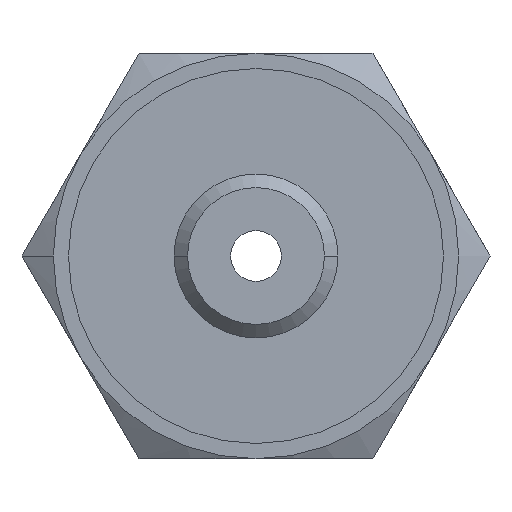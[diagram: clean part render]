
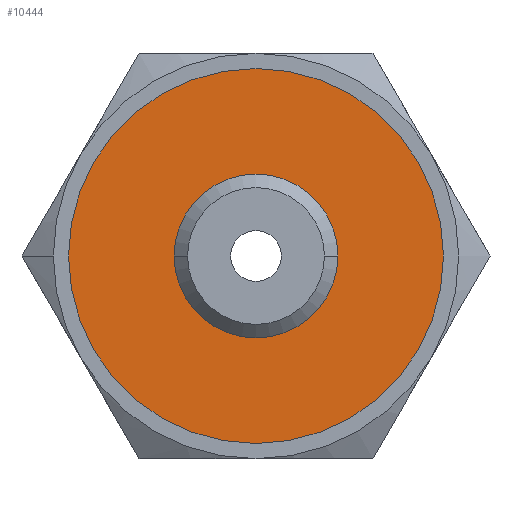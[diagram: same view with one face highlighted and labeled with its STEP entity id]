
A CAD part, front view. The second image highlights one B-rep face of the part: STEP entity #10444.
In plain terms, the highlighted planar face has unit normal (0, -1, 0).
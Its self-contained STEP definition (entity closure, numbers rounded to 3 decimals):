
#83 = CARTESIAN_POINT ( 'NONE',  ( -4.85, 0., 0. ) ) ;
#441 = DIRECTION ( 'NONE',  ( 0., 1., 0. ) ) ;
#543 = CIRCLE ( 'NONE', #3538, 4.85 ) ;
#1170 = AXIS2_PLACEMENT_3D ( 'NONE', #12479, #14346, #19714 ) ;
#1460 = DIRECTION ( 'NONE',  ( -1., 0., 0. ) ) ;
#1566 = PLANE ( 'NONE',  #10328 ) ;
#2332 = EDGE_CURVE ( 'NONE', #15484, #2592, #7942, .T. ) ;
#2592 = VERTEX_POINT ( 'NONE', #4941 ) ;
#2753 = AXIS2_PLACEMENT_3D ( 'NONE', #4609, #21772, #8648 ) ;
#2864 = CARTESIAN_POINT ( 'NONE',  ( 4.85, 0., 0. ) ) ;
#3234 = DIRECTION ( 'NONE',  ( 0., 1., 0. ) ) ;
#3258 = CARTESIAN_POINT ( 'NONE',  ( 0., 0., 0. ) ) ;
#3451 = FACE_OUTER_BOUND ( 'NONE', #10871, .T. ) ;
#3538 = AXIS2_PLACEMENT_3D ( 'NONE', #6069, #441, #21959 ) ;
#4609 = CARTESIAN_POINT ( 'NONE',  ( 0., 0., 0. ) ) ;
#4941 = CARTESIAN_POINT ( 'NONE',  ( 11.1, 0., 0. ) ) ;
#5541 = CIRCLE ( 'NONE', #20698, 11.1 ) ;
#6069 = CARTESIAN_POINT ( 'NONE',  ( 0., 0., 0. ) ) ;
#6870 = DIRECTION ( 'NONE',  ( 0., 1., 0. ) ) ;
#7799 = VERTEX_POINT ( 'NONE', #83 ) ;
#7816 = ORIENTED_EDGE ( 'NONE', *, *, #2332, .F. ) ;
#7942 = CIRCLE ( 'NONE', #1170, 11.1 ) ;
#8648 = DIRECTION ( 'NONE',  ( -1., 0., 0. ) ) ;
#10328 = AXIS2_PLACEMENT_3D ( 'NONE', #16118, #3234, #1460 ) ;
#10444 = ADVANCED_FACE ( 'NONE', ( #15656, #3451 ), #1566, .F. ) ;
#10871 = EDGE_LOOP ( 'NONE', ( #18101, #7816 ) ) ;
#10891 = ORIENTED_EDGE ( 'NONE', *, *, #13935, .T. ) ;
#11986 = EDGE_CURVE ( 'NONE', #2592, #15484, #5541, .T. ) ;
#12479 = CARTESIAN_POINT ( 'NONE',  ( 0., 0., 0. ) ) ;
#13867 = VERTEX_POINT ( 'NONE', #2864 ) ;
#13935 = EDGE_CURVE ( 'NONE', #13867, #7799, #14448, .T. ) ;
#14346 = DIRECTION ( 'NONE',  ( 0., 1., 0. ) ) ;
#14448 = CIRCLE ( 'NONE', #2753, 4.85 ) ;
#15484 = VERTEX_POINT ( 'NONE', #22999 ) ;
#15656 = FACE_BOUND ( 'NONE', #20468, .T. ) ;
#16118 = CARTESIAN_POINT ( 'NONE',  ( -16., 0., 0. ) ) ;
#16896 = ORIENTED_EDGE ( 'NONE', *, *, #19853, .T. ) ;
#17787 = DIRECTION ( 'NONE',  ( -1., 0., 0. ) ) ;
#18101 = ORIENTED_EDGE ( 'NONE', *, *, #11986, .F. ) ;
#19714 = DIRECTION ( 'NONE',  ( -1., 0., 0. ) ) ;
#19853 = EDGE_CURVE ( 'NONE', #7799, #13867, #543, .T. ) ;
#20468 = EDGE_LOOP ( 'NONE', ( #16896, #10891 ) ) ;
#20698 = AXIS2_PLACEMENT_3D ( 'NONE', #3258, #6870, #17787 ) ;
#21772 = DIRECTION ( 'NONE',  ( 0., 1., 0. ) ) ;
#21959 = DIRECTION ( 'NONE',  ( -1., 0., 0. ) ) ;
#22999 = CARTESIAN_POINT ( 'NONE',  ( -11.1, 0., 0. ) ) ;
